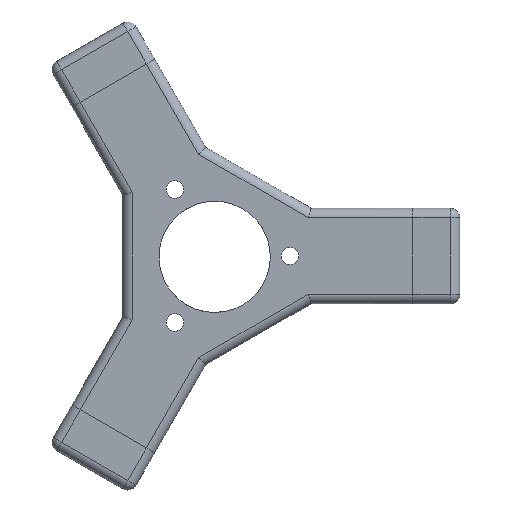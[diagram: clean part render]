
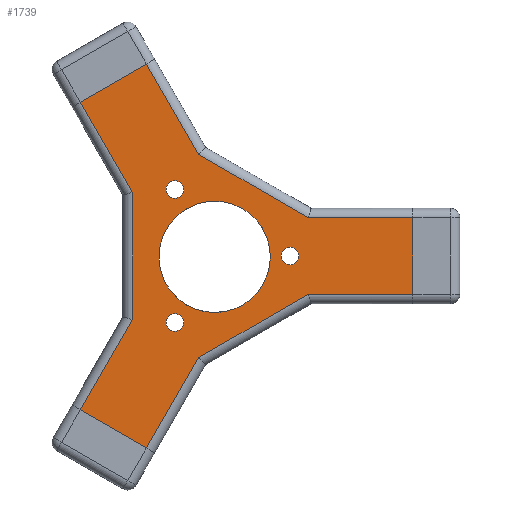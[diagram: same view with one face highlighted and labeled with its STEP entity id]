
A CAD part, front view. The second image highlights one B-rep face of the part: STEP entity #1739.
In plain terms, the highlighted planar face has unit normal (0, -1, 0).
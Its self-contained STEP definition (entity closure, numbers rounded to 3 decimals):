
#117=FACE_BOUND('',#582,.T.);
#118=FACE_BOUND('',#583,.T.);
#119=FACE_BOUND('',#584,.T.);
#120=FACE_BOUND('',#585,.T.);
#159=LINE('',#2695,#295);
#160=LINE('',#2696,#296);
#181=LINE('',#2778,#317);
#182=LINE('',#2779,#318);
#203=LINE('',#2863,#339);
#204=LINE('',#2864,#340);
#207=LINE('',#2877,#343);
#208=LINE('',#2879,#344);
#209=LINE('',#2881,#345);
#210=LINE('',#2882,#346);
#211=LINE('',#2884,#347);
#212=LINE('',#2886,#348);
#213=LINE('',#2887,#349);
#214=LINE('',#2889,#350);
#215=LINE('',#2890,#351);
#295=VECTOR('',#2143,10.);
#296=VECTOR('',#2144,10.);
#317=VECTOR('',#2237,10.);
#318=VECTOR('',#2238,10.);
#339=VECTOR('',#2333,10.);
#340=VECTOR('',#2334,10.);
#343=VECTOR('',#2349,10.);
#344=VECTOR('',#2350,10.);
#345=VECTOR('',#2351,10.);
#346=VECTOR('',#2352,10.);
#347=VECTOR('',#2353,10.);
#348=VECTOR('',#2354,10.);
#349=VECTOR('',#2355,10.);
#350=VECTOR('',#2356,10.);
#351=VECTOR('',#2357,10.);
#466=FACE_OUTER_BOUND('',#581,.T.);
#581=EDGE_LOOP('',(#1377,#1378,#1379,#1380,#1381,#1382,#1383,#1384,#1385,
#1386,#1387,#1388,#1389,#1390,#1391));
#582=EDGE_LOOP('',(#1392));
#583=EDGE_LOOP('',(#1393));
#584=EDGE_LOOP('',(#1394));
#585=EDGE_LOOP('',(#1395));
#719=CIRCLE('',#1932,2.75);
#720=CIRCLE('',#1933,2.75);
#721=CIRCLE('',#1934,2.75);
#722=CIRCLE('',#1935,17.5);
#769=VERTEX_POINT('',#2667);
#775=VERTEX_POINT('',#2688);
#777=VERTEX_POINT('',#2694);
#793=VERTEX_POINT('',#2748);
#800=VERTEX_POINT('',#2771);
#802=VERTEX_POINT('',#2777);
#819=VERTEX_POINT('',#2833);
#826=VERTEX_POINT('',#2856);
#828=VERTEX_POINT('',#2862);
#832=VERTEX_POINT('',#2876);
#833=VERTEX_POINT('',#2878);
#834=VERTEX_POINT('',#2880);
#835=VERTEX_POINT('',#2883);
#836=VERTEX_POINT('',#2885);
#837=VERTEX_POINT('',#2888);
#838=VERTEX_POINT('',#2891);
#839=VERTEX_POINT('',#2893);
#840=VERTEX_POINT('',#2895);
#841=VERTEX_POINT('',#2897);
#943=EDGE_CURVE('',#769,#777,#159,.T.);
#944=EDGE_CURVE('',#775,#777,#160,.T.);
#984=EDGE_CURVE('',#793,#802,#181,.T.);
#985=EDGE_CURVE('',#800,#802,#182,.T.);
#1026=EDGE_CURVE('',#819,#828,#203,.T.);
#1027=EDGE_CURVE('',#826,#828,#204,.T.);
#1033=EDGE_CURVE('',#826,#832,#207,.T.);
#1034=EDGE_CURVE('',#833,#819,#208,.T.);
#1035=EDGE_CURVE('',#834,#833,#209,.T.);
#1036=EDGE_CURVE('',#775,#834,#210,.T.);
#1037=EDGE_CURVE('',#835,#769,#211,.T.);
#1038=EDGE_CURVE('',#836,#835,#212,.T.);
#1039=EDGE_CURVE('',#800,#836,#213,.T.);
#1040=EDGE_CURVE('',#837,#793,#214,.T.);
#1041=EDGE_CURVE('',#832,#837,#215,.T.);
#1042=EDGE_CURVE('',#838,#838,#719,.T.);
#1043=EDGE_CURVE('',#839,#839,#720,.T.);
#1044=EDGE_CURVE('',#840,#840,#721,.T.);
#1045=EDGE_CURVE('',#841,#841,#722,.T.);
#1377=ORIENTED_EDGE('',*,*,#1033,.F.);
#1378=ORIENTED_EDGE('',*,*,#1027,.T.);
#1379=ORIENTED_EDGE('',*,*,#1026,.F.);
#1380=ORIENTED_EDGE('',*,*,#1034,.F.);
#1381=ORIENTED_EDGE('',*,*,#1035,.F.);
#1382=ORIENTED_EDGE('',*,*,#1036,.F.);
#1383=ORIENTED_EDGE('',*,*,#944,.T.);
#1384=ORIENTED_EDGE('',*,*,#943,.F.);
#1385=ORIENTED_EDGE('',*,*,#1037,.F.);
#1386=ORIENTED_EDGE('',*,*,#1038,.F.);
#1387=ORIENTED_EDGE('',*,*,#1039,.F.);
#1388=ORIENTED_EDGE('',*,*,#985,.T.);
#1389=ORIENTED_EDGE('',*,*,#984,.F.);
#1390=ORIENTED_EDGE('',*,*,#1040,.F.);
#1391=ORIENTED_EDGE('',*,*,#1041,.F.);
#1392=ORIENTED_EDGE('',*,*,#1042,.T.);
#1393=ORIENTED_EDGE('',*,*,#1043,.T.);
#1394=ORIENTED_EDGE('',*,*,#1044,.T.);
#1395=ORIENTED_EDGE('',*,*,#1045,.T.);
#1662=PLANE('',#1931);
#1739=ADVANCED_FACE('',(#466,#117,#118,#119,#120),#1662,.T.);
#1931=AXIS2_PLACEMENT_3D('',#2875,#2347,#2348);
#1932=AXIS2_PLACEMENT_3D('',#2892,#2358,#2359);
#1933=AXIS2_PLACEMENT_3D('',#2894,#2360,#2361);
#1934=AXIS2_PLACEMENT_3D('',#2896,#2362,#2363);
#1935=AXIS2_PLACEMENT_3D('',#2898,#2364,#2365);
#2143=DIRECTION('',(0.,0.,-1.));
#2144=DIRECTION('',(0.,0.,1.));
#2237=DIRECTION('',(0.866,0.,0.5));
#2238=DIRECTION('',(-0.866,0.,-0.5));
#2333=DIRECTION('',(-0.866,0.,0.5));
#2334=DIRECTION('',(0.866,0.,-0.5));
#2347=DIRECTION('center_axis',(0.,-1.,0.));
#2348=DIRECTION('ref_axis',(-0.866,0.,0.5));
#2349=DIRECTION('',(0.5,0.,0.866));
#2350=DIRECTION('',(-0.5,0.,-0.866));
#2351=DIRECTION('',(-0.866,0.,-0.5));
#2352=DIRECTION('',(-1.,0.,0.));
#2353=DIRECTION('',(1.,0.,0.));
#2354=DIRECTION('',(0.866,0.,-0.5));
#2355=DIRECTION('',(0.5,0.,-0.866));
#2356=DIRECTION('',(-0.5,0.,0.866));
#2357=DIRECTION('',(0.,0.,1.));
#2358=DIRECTION('center_axis',(0.,1.,0.));
#2359=DIRECTION('ref_axis',(-1.,0.,0.));
#2360=DIRECTION('center_axis',(0.,1.,0.));
#2361=DIRECTION('ref_axis',(-1.,0.,0.));
#2362=DIRECTION('center_axis',(0.,1.,0.));
#2363=DIRECTION('ref_axis',(-1.,0.,0.));
#2364=DIRECTION('center_axis',(0.,1.,0.));
#2365=DIRECTION('ref_axis',(1.,0.,0.));
#2667=CARTESIAN_POINT('',(297.352,848.,290.976));
#2688=CARTESIAN_POINT('',(297.352,848.,266.976));
#2694=CARTESIAN_POINT('',(297.352,848.,278.976));
#2695=CARTESIAN_POINT('',(297.352,848.,263.976));
#2696=CARTESIAN_POINT('',(297.352,848.,284.976));
#2748=CARTESIAN_POINT('',(192.802,848.,327.338));
#2771=CARTESIAN_POINT('',(213.587,848.,339.338));
#2777=CARTESIAN_POINT('',(203.194,848.,333.338));
#2778=CARTESIAN_POINT('',(216.185,848.,340.838));
#2779=CARTESIAN_POINT('',(197.998,848.,330.338));
#2833=CARTESIAN_POINT('',(213.587,848.,218.614));
#2856=CARTESIAN_POINT('',(192.802,848.,230.614));
#2862=CARTESIAN_POINT('',(203.194,848.,224.614));
#2863=CARTESIAN_POINT('',(190.204,848.,232.114));
#2864=CARTESIAN_POINT('',(208.391,848.,221.614));
#2875=CARTESIAN_POINT('Origin',(232.185,848.,244.827));
#2876=CARTESIAN_POINT('',(209.204,848.,259.023));
#2877=CARTESIAN_POINT('',(208.802,848.,258.327));
#2878=CARTESIAN_POINT('',(229.989,848.,247.023));
#2879=CARTESIAN_POINT('',(229.587,848.,246.327));
#2880=CARTESIAN_POINT('',(264.548,848.,266.976));
#2881=CARTESIAN_POINT('',(230.685,848.,247.425));
#2882=CARTESIAN_POINT('',(248.768,848.,266.976));
#2883=CARTESIAN_POINT('',(264.548,848.,290.976));
#2884=CARTESIAN_POINT('',(248.768,848.,290.976));
#2885=CARTESIAN_POINT('',(229.989,848.,310.929));
#2886=CARTESIAN_POINT('',(262.055,848.,292.416));
#2887=CARTESIAN_POINT('',(244.374,848.,286.014));
#2888=CARTESIAN_POINT('',(209.204,848.,298.929));
#2889=CARTESIAN_POINT('',(223.589,848.,274.014));
#2890=CARTESIAN_POINT('',(209.204,848.,271.476));
#2891=CARTESIAN_POINT('',(261.466,848.,278.976));
#2892=CARTESIAN_POINT('Origin',(258.716,848.,278.976));
#2893=CARTESIAN_POINT('',(225.262,848.,299.878));
#2894=CARTESIAN_POINT('Origin',(222.512,848.,299.878));
#2895=CARTESIAN_POINT('',(225.262,848.,258.074));
#2896=CARTESIAN_POINT('Origin',(222.512,848.,258.074));
#2897=CARTESIAN_POINT('',(217.534,848.,278.715));
#2898=CARTESIAN_POINT('Origin',(235.034,848.,278.715));
